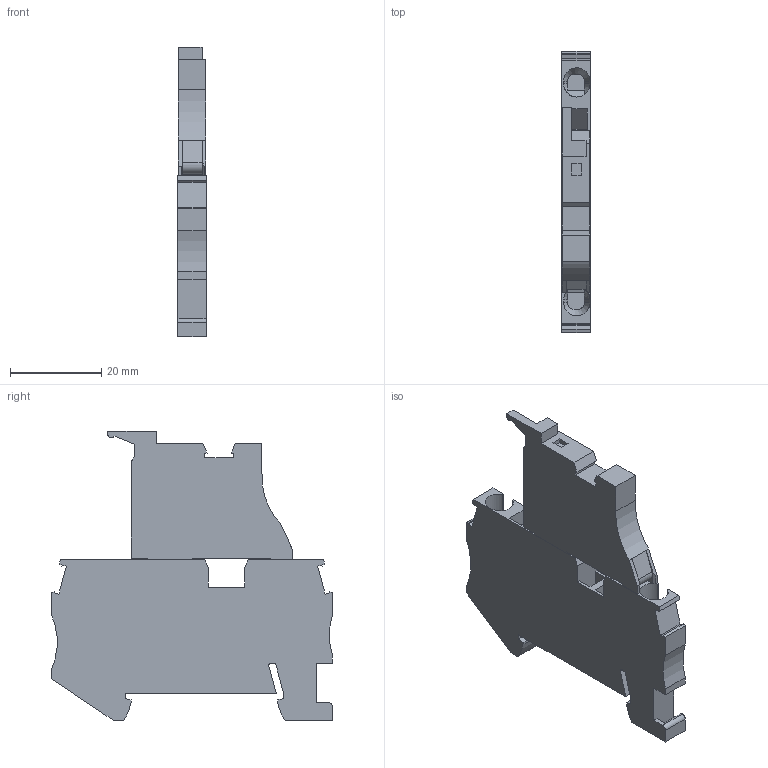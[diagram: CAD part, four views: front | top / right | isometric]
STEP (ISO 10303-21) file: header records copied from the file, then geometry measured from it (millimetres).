
FILE_DESCRIPTION(('Creo Elements/Direct Modeling STEP Export'),'2;1');
FILE_NAME('model.stp','2020-08-27T11:56:51',(''),(''),'Creo Elements/Direct Modeling STEP processor for AP214 (Solid Model)','Creo Elements/Direct Modeling 20.1A 29-Sep-2018 (C) Parametric Technology GmbH','');
FILE_SCHEMA(('AUTOMOTIVE_DESIGN { 1 0 10303 214 1 1 1 1 }'));
Length unit declared in the file: millimetre
Products named in the file (2): ST4-HEDI-Select
Assembly tree (1 placements, depth 2):
  ST4-HEDI-Select
    ST4-HEDI-Select
Bounding box: 6.15 x 61.5 x 63.38 mm (x, y, z)
Volume: 14316.4 mm3; surface area: 8177.7 mm2
Topology: 1 solids, 1 shells, 166 faces, 474 edges, 309 vertices
Faces by surface type: plane 136, cylinder 24, cone 6
Entity records: 7659 total; most frequent: CARTESIAN_POINT 1972, ORIENTED_EDGE 948, DIRECTION 827, EDGE_CURVE 474, VECTOR 399, LINE 399, VERTEX_POINT 309, AXIS2_PLACEMENT_3D 214
